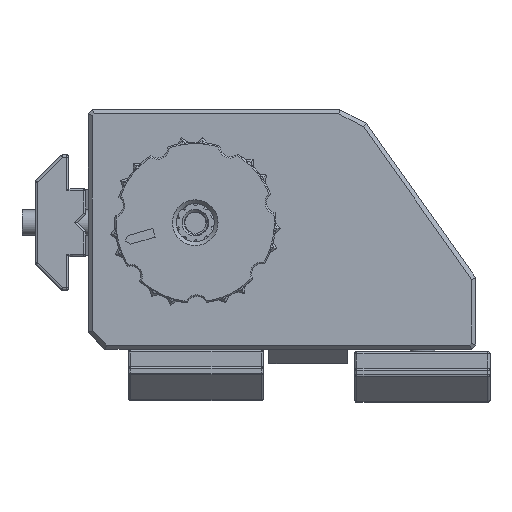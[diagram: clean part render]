
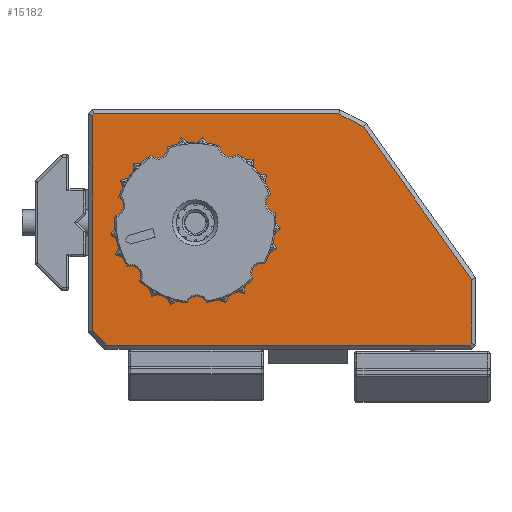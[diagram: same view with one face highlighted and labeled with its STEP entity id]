
A CAD part, top view. The second image highlights one B-rep face of the part: STEP entity #15182.
In plain terms, the highlighted planar face has unit normal (0, 0, 1).
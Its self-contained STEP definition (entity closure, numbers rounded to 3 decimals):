
#1138=FACE_BOUND('',#2932,.T.);
#1202=CIRCLE('',#16297,2.05);
#1986=FACE_OUTER_BOUND('',#2931,.T.);
#2931=EDGE_LOOP('',(#10380,#10381,#10382,#10383,#10384,#10385,#10386,#10387,
#10388));
#2932=EDGE_LOOP('',(#10389));
#4043=LINE('',#23218,#5227);
#4044=LINE('',#23221,#5228);
#4047=LINE('',#23227,#5231);
#4048=LINE('',#23229,#5232);
#4049=LINE('',#23231,#5233);
#4050=LINE('',#23233,#5234);
#4051=LINE('',#23235,#5235);
#4052=LINE('',#23237,#5236);
#4053=LINE('',#23238,#5237);
#5227=VECTOR('',#18283,10.);
#5228=VECTOR('',#18286,10.);
#5231=VECTOR('',#18291,10.);
#5232=VECTOR('',#18292,10.);
#5233=VECTOR('',#18293,10.);
#5234=VECTOR('',#18294,10.);
#5235=VECTOR('',#18295,10.);
#5236=VECTOR('',#18296,10.);
#5237=VECTOR('',#18297,10.);
#6362=VERTEX_POINT('',#23214);
#6363=VERTEX_POINT('',#23216);
#6364=VERTEX_POINT('',#23220);
#6366=VERTEX_POINT('',#23226);
#6367=VERTEX_POINT('',#23228);
#6368=VERTEX_POINT('',#23230);
#6369=VERTEX_POINT('',#23232);
#6370=VERTEX_POINT('',#23234);
#6371=VERTEX_POINT('',#23236);
#6372=VERTEX_POINT('',#23239);
#7881=EDGE_CURVE('',#6363,#6362,#4043,.T.);
#7882=EDGE_CURVE('',#6362,#6364,#4044,.T.);
#7885=EDGE_CURVE('',#6366,#6363,#4047,.T.);
#7886=EDGE_CURVE('',#6367,#6366,#4048,.T.);
#7887=EDGE_CURVE('',#6368,#6367,#4049,.T.);
#7888=EDGE_CURVE('',#6369,#6368,#4050,.T.);
#7889=EDGE_CURVE('',#6370,#6369,#4051,.T.);
#7890=EDGE_CURVE('',#6371,#6370,#4052,.T.);
#7891=EDGE_CURVE('',#6364,#6371,#4053,.T.);
#7892=EDGE_CURVE('',#6372,#6372,#1202,.T.);
#10380=ORIENTED_EDGE('',*,*,#7881,.F.);
#10381=ORIENTED_EDGE('',*,*,#7885,.F.);
#10382=ORIENTED_EDGE('',*,*,#7886,.F.);
#10383=ORIENTED_EDGE('',*,*,#7887,.F.);
#10384=ORIENTED_EDGE('',*,*,#7888,.F.);
#10385=ORIENTED_EDGE('',*,*,#7889,.F.);
#10386=ORIENTED_EDGE('',*,*,#7890,.F.);
#10387=ORIENTED_EDGE('',*,*,#7891,.F.);
#10388=ORIENTED_EDGE('',*,*,#7882,.F.);
#10389=ORIENTED_EDGE('',*,*,#7892,.T.);
#14749=PLANE('',#16296);
#15182=ADVANCED_FACE('',(#1986,#1138),#14749,.T.);
#16296=AXIS2_PLACEMENT_3D('',#23225,#18289,#18290);
#16297=AXIS2_PLACEMENT_3D('',#23240,#18298,#18299);
#18283=DIRECTION('',(0.888,-0.459,0.));
#18286=DIRECTION('',(0.578,-0.816,0.));
#18289=DIRECTION('center_axis',(0.,0.,
1.));
#18290=DIRECTION('ref_axis',(0.,-1.,0.));
#18291=DIRECTION('',(1.,0.,0.));
#18292=DIRECTION('',(0.707,0.707,0.));
#18293=DIRECTION('',(0.,1.,0.));
#18294=DIRECTION('',(-0.707,0.707,0.));
#18295=DIRECTION('',(-1.,0.,0.));
#18296=DIRECTION('',(-0.707,-0.707,0.));
#18297=DIRECTION('',(0.,-1.,0.));
#18298=DIRECTION('center_axis',(0.,0.,
-1.));
#18299=DIRECTION('ref_axis',(0.,1.,0.));
#23214=CARTESIAN_POINT('',(-141.795,330.093,321.705));
#23216=CARTESIAN_POINT('',(-144.726,331.608,321.705));
#23218=CARTESIAN_POINT('',(-144.365,331.422,321.705));
#23220=CARTESIAN_POINT('',(-128.992,312.02,321.705));
#23221=CARTESIAN_POINT('',(-139.522,326.884,321.705));
#23225=CARTESIAN_POINT('Origin',(-146.178,330.621,321.705));
#23226=CARTESIAN_POINT('',(-173.691,331.608,321.705));
#23227=CARTESIAN_POINT('',(-153.461,331.608,321.705));
#23228=CARTESIAN_POINT('',(-173.898,331.401,321.705));
#23229=CARTESIAN_POINT('',(-167.111,338.188,321.705));
#23230=CARTESIAN_POINT('',(-173.898,305.956,321.705));
#23231=CARTESIAN_POINT('',(-173.898,325.73,321.705));
#23232=CARTESIAN_POINT('',(-172.191,304.248,321.705));
#23233=CARTESIAN_POINT('',(-172.708,304.765,321.705));
#23234=CARTESIAN_POINT('',(-129.199,304.248,321.705));
#23235=CARTESIAN_POINT('',(-146.178,304.248,321.705));
#23236=CARTESIAN_POINT('',(-128.992,304.456,321.705));
#23237=CARTESIAN_POINT('',(-126.799,306.649,321.705));
#23238=CARTESIAN_POINT('',(-128.992,324.192,321.705));
#23239=CARTESIAN_POINT('',(-161.697,316.668,321.705));
#23240=CARTESIAN_POINT('Origin',(-161.697,318.718,321.705));
